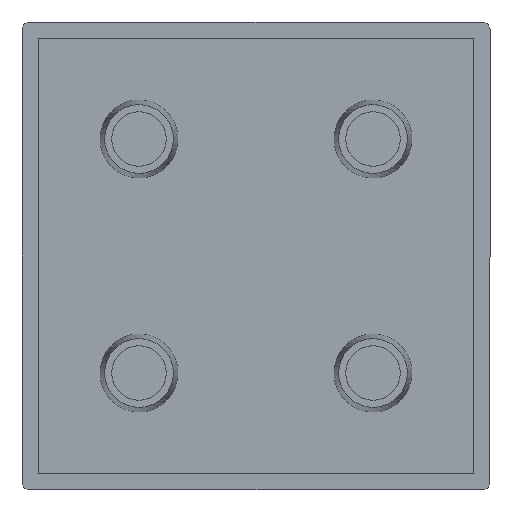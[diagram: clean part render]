
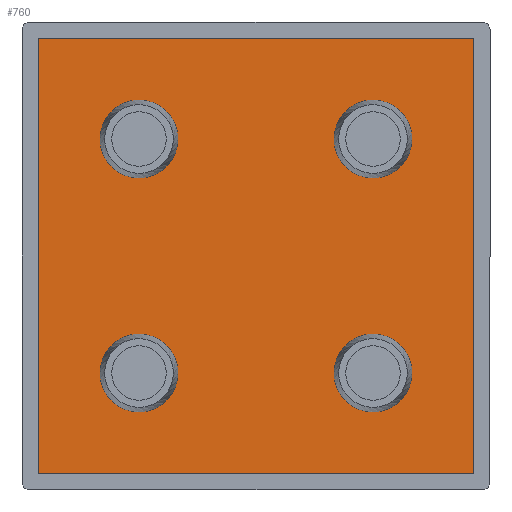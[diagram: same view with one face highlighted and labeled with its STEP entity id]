
A CAD part, front view. The second image highlights one B-rep face of the part: STEP entity #760.
In plain terms, the highlighted planar face has unit normal (0, -1, 0).
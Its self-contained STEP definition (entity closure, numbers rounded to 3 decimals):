
#26 = CIRCLE ( 'NONE', #1098, 5. ) ;
#44 = FACE_BOUND ( 'NONE', #198, .T. ) ;
#60 = CARTESIAN_POINT ( 'NONE',  ( 15., -2., 15. ) ) ;
#62 = CARTESIAN_POINT ( 'NONE',  ( 19.275, -2., 12.406 ) ) ;
#66 = CIRCLE ( 'NONE', #132, 5. ) ;
#72 = CARTESIAN_POINT ( 'NONE',  ( -19.275, -2., -12.406 ) ) ;
#79 = DIRECTION ( 'NONE',  ( 0., 0., -1. ) ) ;
#82 = AXIS2_PLACEMENT_3D ( 'NONE', #147, #895, #259 ) ;
#89 = CARTESIAN_POINT ( 'NONE',  ( 0., -2., 0. ) ) ;
#123 = VERTEX_POINT ( 'NONE', #463 ) ;
#124 = ORIENTED_EDGE ( 'NONE', *, *, #506, .T. ) ;
#130 = ORIENTED_EDGE ( 'NONE', *, *, #1137, .F. ) ;
#132 = AXIS2_PLACEMENT_3D ( 'NONE', #60, #801, #152 ) ;
#137 = ORIENTED_EDGE ( 'NONE', *, *, #1082, .T. ) ;
#141 = CIRCLE ( 'NONE', #590, 5. ) ;
#147 = CARTESIAN_POINT ( 'NONE',  ( 15., -2., 15. ) ) ;
#152 = DIRECTION ( 'NONE',  ( 0., 0., -1. ) ) ;
#183 = PLANE ( 'NONE',  #1135 ) ;
#198 = EDGE_LOOP ( 'NONE', ( #867, #1246 ) ) ;
#227 = ORIENTED_EDGE ( 'NONE', *, *, #959, .F. ) ;
#259 = DIRECTION ( 'NONE',  ( 0., 0., -1. ) ) ;
#261 = EDGE_LOOP ( 'NONE', ( #1126, #740, #137, #124 ) ) ;
#269 = CARTESIAN_POINT ( 'NONE',  ( -15., -2., -15. ) ) ;
#295 = DIRECTION ( 'NONE',  ( 0., 0., -1. ) ) ;
#312 = FACE_BOUND ( 'NONE', #1130, .T. ) ;
#317 = DIRECTION ( 'NONE',  ( 0., -1., 0. ) ) ;
#319 = EDGE_CURVE ( 'NONE', #1049, #1129, #1199, .T. ) ;
#328 = EDGE_LOOP ( 'NONE', ( #1210, #130 ) ) ;
#330 = EDGE_CURVE ( 'NONE', #1129, #745, #1093, .T. ) ;
#339 = VECTOR ( 'NONE', #390, 1000. ) ;
#342 = VECTOR ( 'NONE', #660, 1000. ) ;
#360 = CARTESIAN_POINT ( 'NONE',  ( 27.9, -2., 27.9 ) ) ;
#365 = CARTESIAN_POINT ( 'NONE',  ( -27.9, -2., -27.9 ) ) ;
#375 = DIRECTION ( 'NONE',  ( 0., 0., -1. ) ) ;
#390 = DIRECTION ( 'NONE',  ( 0., 0., -1. ) ) ;
#403 = AXIS2_PLACEMENT_3D ( 'NONE', #952, #317, #1075 ) ;
#408 = VECTOR ( 'NONE', #1121, 1000. ) ;
#441 = CARTESIAN_POINT ( 'NONE',  ( 19.275, -2., -17.594 ) ) ;
#458 = CARTESIAN_POINT ( 'NONE',  ( -27.9, -2., 27.9 ) ) ;
#459 = CARTESIAN_POINT ( 'NONE',  ( 15., -2., -15. ) ) ;
#463 = CARTESIAN_POINT ( 'NONE',  ( -10.725, -2., 12.406 ) ) ;
#506 = EDGE_CURVE ( 'NONE', #668, #1049, #914, .T. ) ;
#526 = CIRCLE ( 'NONE', #403, 5. ) ;
#533 = EDGE_CURVE ( 'NONE', #926, #783, #657, .T. ) ;
#547 = CARTESIAN_POINT ( 'NONE',  ( -27.9, -2., -27.9 ) ) ;
#550 = EDGE_CURVE ( 'NONE', #626, #1045, #561, .T. ) ;
#561 = CIRCLE ( 'NONE', #1217, 5. ) ;
#563 = FACE_OUTER_BOUND ( 'NONE', #261, .T. ) ;
#567 = CARTESIAN_POINT ( 'NONE',  ( 10.725, -2., -12.406 ) ) ;
#569 = DIRECTION ( 'NONE',  ( 0., 0., -1. ) ) ;
#572 = EDGE_CURVE ( 'NONE', #783, #926, #526, .T. ) ;
#584 = CARTESIAN_POINT ( 'NONE',  ( -15., -2., 15. ) ) ;
#590 = AXIS2_PLACEMENT_3D ( 'NONE', #584, #1324, #688 ) ;
#598 = CARTESIAN_POINT ( 'NONE',  ( -15., -2., 15. ) ) ;
#608 = CARTESIAN_POINT ( 'NONE',  ( 27.9, -2., 27.9 ) ) ;
#626 = VERTEX_POINT ( 'NONE', #441 ) ;
#657 = CIRCLE ( 'NONE', #1079, 5. ) ;
#660 = DIRECTION ( 'NONE',  ( -1., 0., 0. ) ) ;
#665 = CIRCLE ( 'NONE', #966, 5. ) ;
#668 = VERTEX_POINT ( 'NONE', #608 ) ;
#677 = CARTESIAN_POINT ( 'NONE',  ( 10.725, -2., 17.594 ) ) ;
#682 = EDGE_CURVE ( 'NONE', #1045, #626, #665, .T. ) ;
#688 = DIRECTION ( 'NONE',  ( 0., 0., -1. ) ) ;
#703 = DIRECTION ( 'NONE',  ( 0., -1., 0. ) ) ;
#705 = DIRECTION ( 'NONE',  ( 0., 0., -1. ) ) ;
#733 = ORIENTED_EDGE ( 'NONE', *, *, #550, .F. ) ;
#740 = ORIENTED_EDGE ( 'NONE', *, *, #330, .T. ) ;
#745 = VERTEX_POINT ( 'NONE', #924 ) ;
#760 = ADVANCED_FACE ( 'NONE', ( #312, #1146, #44, #850, #563 ), #183, .T. ) ;
#783 = VERTEX_POINT ( 'NONE', #1063 ) ;
#801 = DIRECTION ( 'NONE',  ( 0., -1., 0. ) ) ;
#807 = VECTOR ( 'NONE', #1280, 1000. ) ;
#829 = CARTESIAN_POINT ( 'NONE',  ( -27.9, -2., 27.9 ) ) ;
#850 = FACE_BOUND ( 'NONE', #1284, .T. ) ;
#867 = ORIENTED_EDGE ( 'NONE', *, *, #572, .F. ) ;
#882 = EDGE_CURVE ( 'NONE', #1057, #123, #141, .T. ) ;
#886 = VERTEX_POINT ( 'NONE', #62 ) ;
#895 = DIRECTION ( 'NONE',  ( 0., -1., 0. ) ) ;
#904 = CIRCLE ( 'NONE', #82, 5. ) ;
#914 = LINE ( 'NONE', #1198, #342 ) ;
#924 = CARTESIAN_POINT ( 'NONE',  ( 27.9, -2., -27.9 ) ) ;
#926 = VERTEX_POINT ( 'NONE', #72 ) ;
#952 = CARTESIAN_POINT ( 'NONE',  ( -15., -2., -15. ) ) ;
#959 = EDGE_CURVE ( 'NONE', #123, #1057, #26, .T. ) ;
#966 = AXIS2_PLACEMENT_3D ( 'NONE', #1338, #703, #79 ) ;
#967 = LINE ( 'NONE', #360, #408 ) ;
#1014 = DIRECTION ( 'NONE',  ( 0., -1., 0. ) ) ;
#1045 = VERTEX_POINT ( 'NONE', #567 ) ;
#1049 = VERTEX_POINT ( 'NONE', #458 ) ;
#1057 = VERTEX_POINT ( 'NONE', #1307 ) ;
#1063 = CARTESIAN_POINT ( 'NONE',  ( -10.725, -2., -17.594 ) ) ;
#1075 = DIRECTION ( 'NONE',  ( 0., 0., -1. ) ) ;
#1079 = AXIS2_PLACEMENT_3D ( 'NONE', #269, #1014, #375 ) ;
#1082 = EDGE_CURVE ( 'NONE', #745, #668, #967, .T. ) ;
#1093 = LINE ( 'NONE', #547, #807 ) ;
#1098 = AXIS2_PLACEMENT_3D ( 'NONE', #598, #1343, #705 ) ;
#1121 = DIRECTION ( 'NONE',  ( 0., 0., 1. ) ) ;
#1126 = ORIENTED_EDGE ( 'NONE', *, *, #319, .T. ) ;
#1129 = VERTEX_POINT ( 'NONE', #365 ) ;
#1130 = EDGE_LOOP ( 'NONE', ( #733, #1218 ) ) ;
#1135 = AXIS2_PLACEMENT_3D ( 'NONE', #89, #1249, #295 ) ;
#1137 = EDGE_CURVE ( 'NONE', #1155, #886, #904, .T. ) ;
#1146 = FACE_BOUND ( 'NONE', #328, .T. ) ;
#1155 = VERTEX_POINT ( 'NONE', #677 ) ;
#1181 = EDGE_CURVE ( 'NONE', #886, #1155, #66, .T. ) ;
#1198 = CARTESIAN_POINT ( 'NONE',  ( -27.9, -2., 27.9 ) ) ;
#1199 = LINE ( 'NONE', #829, #339 ) ;
#1210 = ORIENTED_EDGE ( 'NONE', *, *, #1181, .F. ) ;
#1211 = DIRECTION ( 'NONE',  ( 0., -1., 0. ) ) ;
#1217 = AXIS2_PLACEMENT_3D ( 'NONE', #459, #1211, #569 ) ;
#1218 = ORIENTED_EDGE ( 'NONE', *, *, #682, .F. ) ;
#1246 = ORIENTED_EDGE ( 'NONE', *, *, #533, .F. ) ;
#1249 = DIRECTION ( 'NONE',  ( 0., -1., 0. ) ) ;
#1280 = DIRECTION ( 'NONE',  ( 1., 0., 0. ) ) ;
#1284 = EDGE_LOOP ( 'NONE', ( #227, #1360 ) ) ;
#1307 = CARTESIAN_POINT ( 'NONE',  ( -19.275, -2., 17.594 ) ) ;
#1324 = DIRECTION ( 'NONE',  ( 0., -1., 0. ) ) ;
#1338 = CARTESIAN_POINT ( 'NONE',  ( 15., -2., -15. ) ) ;
#1343 = DIRECTION ( 'NONE',  ( 0., -1., 0. ) ) ;
#1360 = ORIENTED_EDGE ( 'NONE', *, *, #882, .F. ) ;
